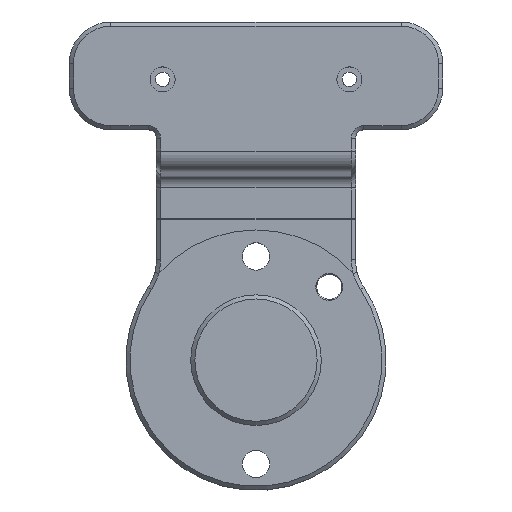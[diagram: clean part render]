
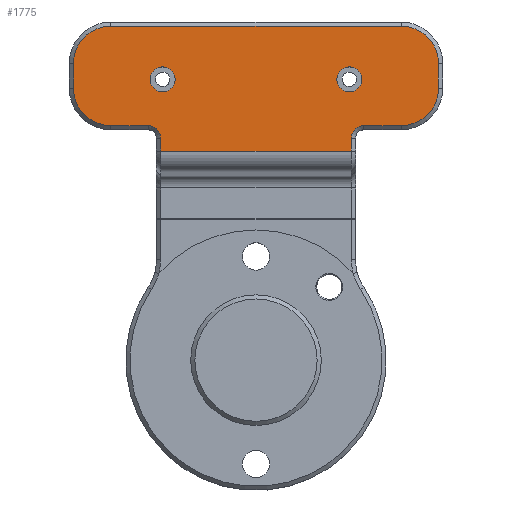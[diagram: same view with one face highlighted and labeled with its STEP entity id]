
A CAD part, top view. The second image highlights one B-rep face of the part: STEP entity #1775.
In plain terms, the highlighted planar face has unit normal (0, 0, 1).
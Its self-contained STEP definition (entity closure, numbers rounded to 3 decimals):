
#150=LINE('',#2933,#308);
#153=LINE('',#2941,#311);
#156=LINE('',#2949,#314);
#159=LINE('',#2957,#317);
#162=LINE('',#2965,#320);
#165=LINE('',#2973,#323);
#169=LINE('',#2983,#327);
#175=LINE('',#3001,#333);
#308=VECTOR('',#2326,10.);
#311=VECTOR('',#2335,10.);
#314=VECTOR('',#2344,10.);
#317=VECTOR('',#2353,10.);
#320=VECTOR('',#2362,10.);
#323=VECTOR('',#2371,10.);
#327=VECTOR('',#2381,10.);
#333=VECTOR('',#2401,10.);
#391=FACE_BOUND('',#586,.T.);
#392=FACE_BOUND('',#587,.T.);
#475=FACE_OUTER_BOUND('',#585,.T.);
#585=EDGE_LOOP('',(#1443,#1444,#1445,#1446,#1447,#1448,#1449,#1450,#1451,
#1452,#1453,#1454,#1455,#1456));
#586=EDGE_LOOP('',(#1457,#1458));
#587=EDGE_LOOP('',(#1459,#1460));
#636=CIRCLE('',#1836,3.);
#637=CIRCLE('',#1837,3.);
#642=CIRCLE('',#1845,3.);
#643=CIRCLE('',#1846,3.);
#678=CIRCLE('',#1932,3.);
#679=CIRCLE('',#1935,9.);
#680=CIRCLE('',#1938,9.);
#681=CIRCLE('',#1941,9.);
#682=CIRCLE('',#1944,9.);
#683=CIRCLE('',#1947,3.);
#726=VERTEX_POINT('',#2588);
#727=VERTEX_POINT('',#2589);
#732=VERTEX_POINT('',#2605);
#733=VERTEX_POINT('',#2606);
#816=VERTEX_POINT('',#2927);
#817=VERTEX_POINT('',#2931);
#818=VERTEX_POINT('',#2935);
#819=VERTEX_POINT('',#2939);
#820=VERTEX_POINT('',#2943);
#821=VERTEX_POINT('',#2947);
#822=VERTEX_POINT('',#2951);
#823=VERTEX_POINT('',#2955);
#824=VERTEX_POINT('',#2959);
#825=VERTEX_POINT('',#2963);
#826=VERTEX_POINT('',#2967);
#827=VERTEX_POINT('',#2971);
#828=VERTEX_POINT('',#2975);
#830=VERTEX_POINT('',#2981);
#880=EDGE_CURVE('',#726,#727,#636,.T.);
#881=EDGE_CURVE('',#727,#726,#637,.T.);
#888=EDGE_CURVE('',#732,#733,#642,.T.);
#889=EDGE_CURVE('',#733,#732,#643,.T.);
#1027=EDGE_CURVE('',#817,#816,#150,.T.);
#1029=EDGE_CURVE('',#818,#817,#678,.T.);
#1031=EDGE_CURVE('',#819,#818,#153,.T.);
#1033=EDGE_CURVE('',#820,#819,#679,.T.);
#1035=EDGE_CURVE('',#821,#820,#156,.T.);
#1037=EDGE_CURVE('',#822,#821,#680,.T.);
#1039=EDGE_CURVE('',#823,#822,#159,.T.);
#1041=EDGE_CURVE('',#824,#823,#681,.T.);
#1043=EDGE_CURVE('',#825,#824,#162,.T.);
#1045=EDGE_CURVE('',#826,#825,#682,.T.);
#1047=EDGE_CURVE('',#827,#826,#165,.T.);
#1049=EDGE_CURVE('',#828,#827,#683,.T.);
#1052=EDGE_CURVE('',#830,#828,#169,.T.);
#1061=EDGE_CURVE('',#816,#830,#175,.T.);
#1443=ORIENTED_EDGE('',*,*,#1052,.F.);
#1444=ORIENTED_EDGE('',*,*,#1061,.F.);
#1445=ORIENTED_EDGE('',*,*,#1027,.F.);
#1446=ORIENTED_EDGE('',*,*,#1029,.F.);
#1447=ORIENTED_EDGE('',*,*,#1031,.F.);
#1448=ORIENTED_EDGE('',*,*,#1033,.F.);
#1449=ORIENTED_EDGE('',*,*,#1035,.F.);
#1450=ORIENTED_EDGE('',*,*,#1037,.F.);
#1451=ORIENTED_EDGE('',*,*,#1039,.F.);
#1452=ORIENTED_EDGE('',*,*,#1041,.F.);
#1453=ORIENTED_EDGE('',*,*,#1043,.F.);
#1454=ORIENTED_EDGE('',*,*,#1045,.F.);
#1455=ORIENTED_EDGE('',*,*,#1047,.F.);
#1456=ORIENTED_EDGE('',*,*,#1049,.F.);
#1457=ORIENTED_EDGE('',*,*,#880,.T.);
#1458=ORIENTED_EDGE('',*,*,#881,.T.);
#1459=ORIENTED_EDGE('',*,*,#888,.T.);
#1460=ORIENTED_EDGE('',*,*,#889,.T.);
#1685=PLANE('',#1955);
#1775=ADVANCED_FACE('',(#475,#391,#392),#1685,.F.);
#1836=AXIS2_PLACEMENT_3D('',#2590,#2039,#2040);
#1837=AXIS2_PLACEMENT_3D('',#2591,#2041,#2042);
#1845=AXIS2_PLACEMENT_3D('',#2607,#2059,#2060);
#1846=AXIS2_PLACEMENT_3D('',#2608,#2061,#2062);
#1932=AXIS2_PLACEMENT_3D('',#2937,#2330,#2331);
#1935=AXIS2_PLACEMENT_3D('',#2945,#2339,#2340);
#1938=AXIS2_PLACEMENT_3D('',#2953,#2348,#2349);
#1941=AXIS2_PLACEMENT_3D('',#2961,#2357,#2358);
#1944=AXIS2_PLACEMENT_3D('',#2969,#2366,#2367);
#1947=AXIS2_PLACEMENT_3D('',#2977,#2375,#2376);
#1955=AXIS2_PLACEMENT_3D('',#3000,#2399,#2400);
#2039=DIRECTION('center_axis',(0.,0.,
-1.));
#2040=DIRECTION('ref_axis',(-1.,0.,0.));
#2041=DIRECTION('center_axis',(0.,0.,
-1.));
#2042=DIRECTION('ref_axis',(-1.,0.,0.));
#2059=DIRECTION('center_axis',(0.,0.,
-1.));
#2060=DIRECTION('ref_axis',(1.,0.,0.));
#2061=DIRECTION('center_axis',(0.,0.,
-1.));
#2062=DIRECTION('ref_axis',(1.,0.,0.));
#2326=DIRECTION('',(0.,-1.,0.));
#2330=DIRECTION('center_axis',(0.,0.,
1.));
#2331=DIRECTION('ref_axis',(-0.707,0.707,0.));
#2335=DIRECTION('',(-1.,0.,0.));
#2339=DIRECTION('center_axis',(0.,0.,
-1.));
#2340=DIRECTION('ref_axis',(0.707,-0.707,0.));
#2344=DIRECTION('',(0.,-1.,0.));
#2348=DIRECTION('center_axis',(0.,0.,
-1.));
#2349=DIRECTION('ref_axis',(0.707,0.707,0.));
#2353=DIRECTION('',(1.,0.,0.));
#2357=DIRECTION('center_axis',(0.,0.,
-1.));
#2358=DIRECTION('ref_axis',(-0.707,0.707,0.));
#2362=DIRECTION('',(0.,1.,0.));
#2366=DIRECTION('center_axis',(0.,0.,
-1.));
#2367=DIRECTION('ref_axis',(-0.707,-0.707,0.));
#2371=DIRECTION('',(-1.,0.,0.));
#2375=DIRECTION('center_axis',(0.,0.,
1.));
#2376=DIRECTION('ref_axis',(0.707,0.707,0.));
#2381=DIRECTION('',(0.,1.,0.));
#2399=DIRECTION('center_axis',(0.,0.,
-1.));
#2400=DIRECTION('ref_axis',(-1.,0.,0.));
#2401=DIRECTION('',(-1.,0.,0.));
#2588=CARTESIAN_POINT('',(-25.5,67.673,32.421));
#2589=CARTESIAN_POINT('',(-19.5,67.673,32.421));
#2590=CARTESIAN_POINT('Origin',(-22.5,67.673,32.421));
#2591=CARTESIAN_POINT('Origin',(-22.5,67.673,32.421));
#2605=CARTESIAN_POINT('',(25.5,67.673,32.421));
#2606=CARTESIAN_POINT('',(19.5,67.673,32.421));
#2607=CARTESIAN_POINT('Origin',(22.5,67.673,32.421));
#2608=CARTESIAN_POINT('Origin',(22.5,67.673,32.421));
#2927=CARTESIAN_POINT('',(23.,50.369,32.421));
#2931=CARTESIAN_POINT('',(23.,53.499,32.421));
#2933=CARTESIAN_POINT('',(23.,53.77,32.421));
#2935=CARTESIAN_POINT('',(26.,56.499,32.421));
#2937=CARTESIAN_POINT('Origin',(26.,53.499,32.421));
#2939=CARTESIAN_POINT('',(35.,56.499,32.421));
#2941=CARTESIAN_POINT('',(12.,56.499,32.421));
#2943=CARTESIAN_POINT('',(44.,65.499,32.421));
#2945=CARTESIAN_POINT('Origin',(35.,65.499,32.421));
#2947=CARTESIAN_POINT('',(44.,71.499,32.421));
#2949=CARTESIAN_POINT('',(44.,58.414,32.421));
#2951=CARTESIAN_POINT('',(35.,80.499,32.421));
#2953=CARTESIAN_POINT('Origin',(35.,71.499,32.421));
#2955=CARTESIAN_POINT('',(-35.,80.499,32.421));
#2957=CARTESIAN_POINT('',(0.,80.499,32.421));
#2959=CARTESIAN_POINT('',(-44.,71.499,32.421));
#2961=CARTESIAN_POINT('Origin',(-35.,71.499,32.421));
#2963=CARTESIAN_POINT('',(-44.,65.499,32.421));
#2965=CARTESIAN_POINT('',(-44.,58.414,32.421));
#2967=CARTESIAN_POINT('',(-35.,56.499,32.421));
#2969=CARTESIAN_POINT('Origin',(-35.,65.499,32.421));
#2971=CARTESIAN_POINT('',(-26.,56.499,32.421));
#2973=CARTESIAN_POINT('',(-12.,56.499,32.421));
#2975=CARTESIAN_POINT('',(-23.,53.499,32.421));
#2977=CARTESIAN_POINT('Origin',(-26.,53.499,32.421));
#2981=CARTESIAN_POINT('',(-23.,50.369,32.421));
#2983=CARTESIAN_POINT('',(-23.,53.77,32.421));
#3000=CARTESIAN_POINT('Origin',(0.,48.329,32.421));
#3001=CARTESIAN_POINT('',(-12.,50.369,32.421));
